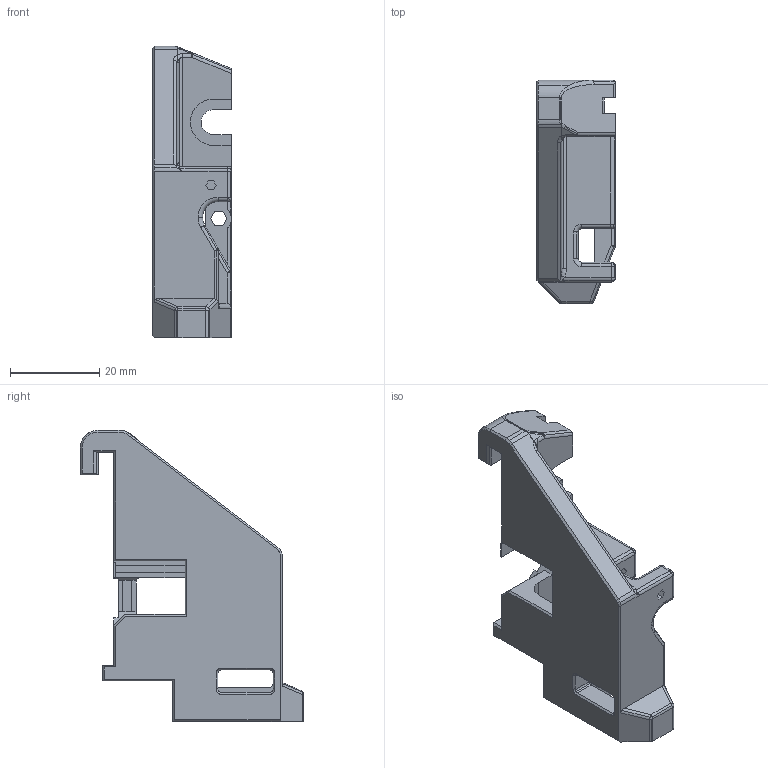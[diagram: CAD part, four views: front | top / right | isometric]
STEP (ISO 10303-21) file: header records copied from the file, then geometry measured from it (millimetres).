
FILE_DESCRIPTION(('STEP AP214'),'1');
FILE_NAME('Ender5MountV7.stp','2022-04-05T06:03:05',(' '),(' '),'Spatial InterOp 3D',' ',' ');
FILE_SCHEMA(('automotive_design'));
Length unit declared in the file: inch
Products named in the file (2): 1; 2
Bounding box: 17.7 x 50.09 x 65.34 mm (x, y, z)
Volume: 17480.4 mm3; surface area: 9166.3 mm2
Topology: 2 solids, 2 shells, 426 faces, 1121 edges, 697 vertices
Faces by surface type: cylinder 174, plane 169, sphere 28, bspline 23, torus 18, cone 14
Entity records: 22694 total; most frequent: CARTESIAN_POINT 8618, DIRECTION 2270, ORIENTED_EDGE 2238, EDGE_CURVE 1119, AXIS2_PLACEMENT_3D 814, VERTEX_POINT 697, LINE 642, VECTOR 642
